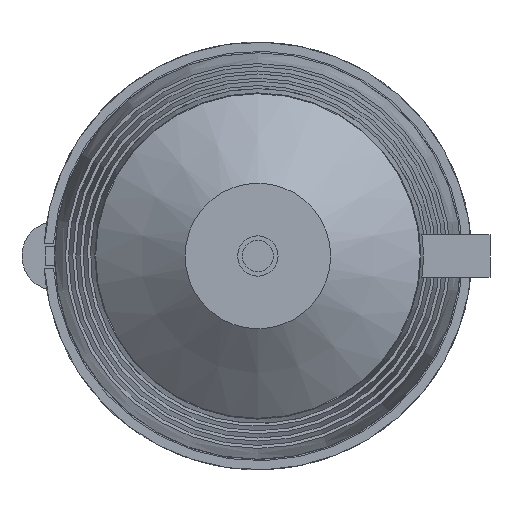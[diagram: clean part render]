
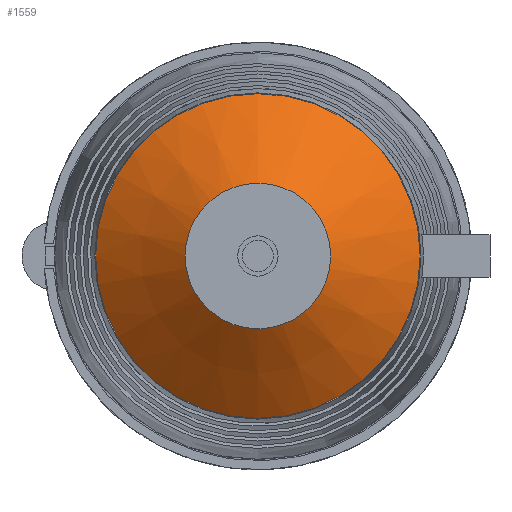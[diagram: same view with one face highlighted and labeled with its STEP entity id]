
A CAD part, front view. The second image highlights one B-rep face of the part: STEP entity #1559.
In plain terms, the highlighted conical face has half-angle 52.873 degrees and reference radius 12 mm.
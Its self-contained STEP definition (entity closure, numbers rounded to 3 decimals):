
#117 = CIRCLE ( 'NONE', #209, 26.75 ) ;
#209 = AXIS2_PLACEMENT_3D ( 'NONE', #1693, #1578, #694 ) ;
#269 = DIRECTION ( 'NONE',  ( 0., 0., -1. ) ) ;
#304 = EDGE_CURVE ( 'NONE', #2019, #2019, #117, .T. ) ;
#686 = ORIENTED_EDGE ( 'NONE', *, *, #304, .F. ) ;
#694 = DIRECTION ( 'NONE',  ( 0., 0., -1. ) ) ;
#756 = EDGE_LOOP ( 'NONE', ( #1368 ) ) ;
#785 = EDGE_CURVE ( 'NONE', #1885, #1885, #1744, .T. ) ;
#817 = CARTESIAN_POINT ( 'NONE',  ( 0., 84.834, -26.75 ) ) ;
#867 = CARTESIAN_POINT ( 'NONE',  ( 0., 96., 0. ) ) ;
#899 = DIRECTION ( 'NONE',  ( 0., -1., 0. ) ) ;
#1133 = EDGE_LOOP ( 'NONE', ( #686 ) ) ;
#1329 = AXIS2_PLACEMENT_3D ( 'NONE', #867, #2282, #269 ) ;
#1368 = ORIENTED_EDGE ( 'NONE', *, *, #785, .T. ) ;
#1430 = FACE_OUTER_BOUND ( 'NONE', #1133, .T. ) ;
#1480 = FACE_BOUND ( 'NONE', #756, .T. ) ;
#1559 = ADVANCED_FACE ( 'NONE', ( #1430, #1480 ), #2248, .T. ) ;
#1578 = DIRECTION ( 'NONE',  ( 0., -1., 0. ) ) ;
#1693 = CARTESIAN_POINT ( 'NONE',  ( 0., 84.834, 0. ) ) ;
#1699 = CARTESIAN_POINT ( 'NONE',  ( 0., 96., -12. ) ) ;
#1744 = CIRCLE ( 'NONE', #1788, 12. ) ;
#1788 = AXIS2_PLACEMENT_3D ( 'NONE', #1886, #899, #2539 ) ;
#1885 = VERTEX_POINT ( 'NONE', #1699 ) ;
#1886 = CARTESIAN_POINT ( 'NONE',  ( 0., 96., 0. ) ) ;
#2019 = VERTEX_POINT ( 'NONE', #817 ) ;
#2248 = CONICAL_SURFACE ( 'NONE', #1329, 12., 0.923 ) ;
#2282 = DIRECTION ( 'NONE',  ( 0., -1., 0. ) ) ;
#2539 = DIRECTION ( 'NONE',  ( 0., 0., -1. ) ) ;
